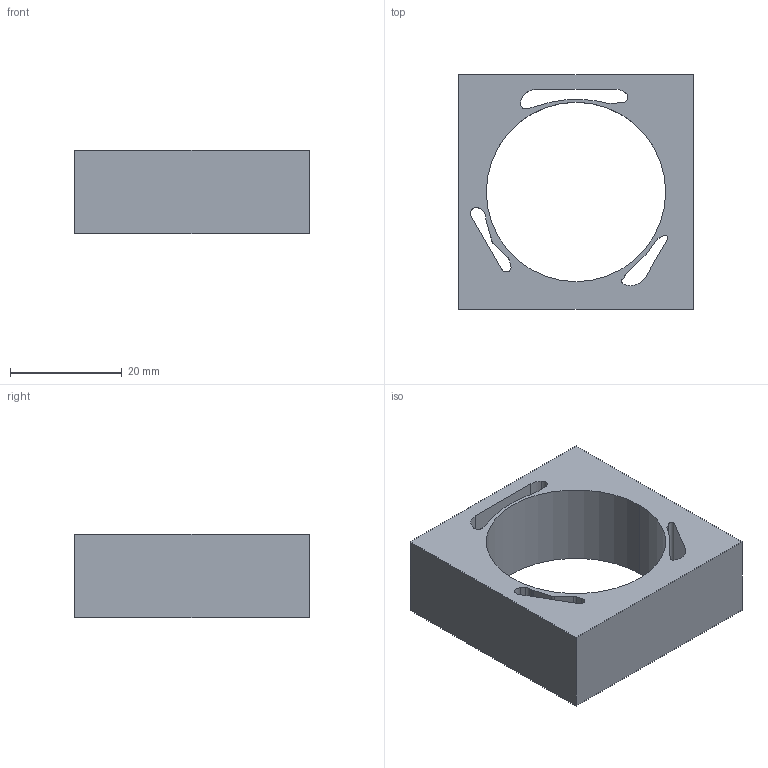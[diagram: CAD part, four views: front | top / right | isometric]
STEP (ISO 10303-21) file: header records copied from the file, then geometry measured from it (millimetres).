
FILE_DESCRIPTION (( 'STEP AP214' ), '1' );
FILE_NAME ('Trifolié-3.STEP', '2021-06-03T21:45:42', ( '' ), ( '' ), 'SwSTEP 2.0', 'SolidWorks 2019', '' );
FILE_SCHEMA (( 'AUTOMOTIVE_DESIGN' ));
Length unit declared in the file: millimetre
Products named in the file (1): Trifolié-3
Bounding box: 42 x 42 x 15 mm (x, y, z)
Volume: 12850.4 mm3; surface area: 7373.5 mm2
Topology: 1 solids, 1 shells, 56 faces, 158 edges, 102 vertices
Faces by surface type: plane 29, cylinder 23, cone 4
Entity records: 1838 total; most frequent: DIRECTION 314, CARTESIAN_POINT 313, ORIENTED_EDGE 308, EDGE_CURVE 154, VECTOR 108, LINE 108, AXIS2_PLACEMENT_3D 103, VERTEX_POINT 102
